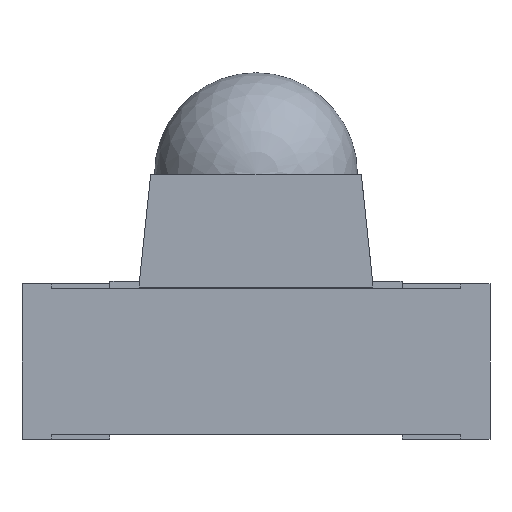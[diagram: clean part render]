
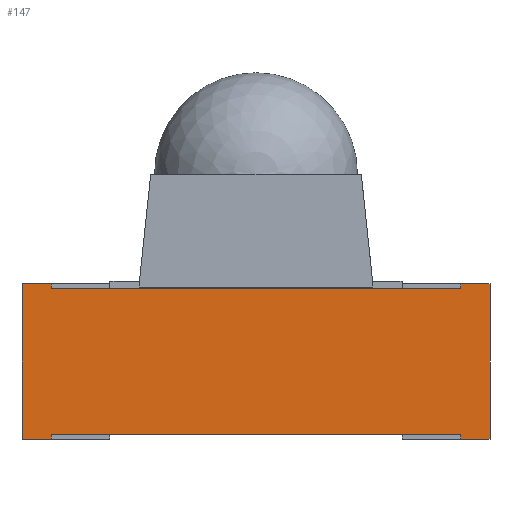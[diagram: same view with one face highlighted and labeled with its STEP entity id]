
A CAD part, left-side view. The second image highlights one B-rep face of the part: STEP entity #147.
In plain terms, the highlighted planar face has unit normal (-1, 0, 0).
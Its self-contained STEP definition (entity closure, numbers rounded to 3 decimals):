
#60 = CARTESIAN_POINT ( 'NONE',  ( -0.8, 1.57, 0. ) ) ;
#65 = EDGE_CURVE ( 'NONE', #1790, #742, #2131, .T. ) ;
#102 = EDGE_CURVE ( 'NONE', #2590, #1435, #2223, .T. ) ;
#107 = LINE ( 'NONE', #456, #827 ) ;
#128 = AXIS2_PLACEMENT_3D ( 'NONE', #1829, #136, #785 ) ;
#132 = ORIENTED_EDGE ( 'NONE', *, *, #2701, .T. ) ;
#136 = DIRECTION ( 'NONE',  ( 1., 0., 0. ) ) ;
#147 = ADVANCED_FACE ( 'NONE', ( #704 ), #2204, .F. ) ;
#164 = CARTESIAN_POINT ( 'NONE',  ( -0.8, 1.403, -0.032 ) ) ;
#207 = EDGE_CURVE ( 'NONE', #2358, #1405, #2001, .T. ) ;
#218 = LINE ( 'NONE', #2248, #2034 ) ;
#250 = LINE ( 'NONE', #676, #2390 ) ;
#267 = EDGE_CURVE ( 'NONE', #1414, #1082, #1731, .T. ) ;
#270 = DIRECTION ( 'NONE',  ( 0., 1., 0. ) ) ;
#272 = VECTOR ( 'NONE', #2264, 1000. ) ;
#330 = CARTESIAN_POINT ( 'NONE',  ( -0.8, 1.57, -0.032 ) ) ;
#365 = ORIENTED_EDGE ( 'NONE', *, *, #65, .T. ) ;
#408 = CARTESIAN_POINT ( 'NONE',  ( -0.8, -1.403, -0.032 ) ) ;
#421 = VECTOR ( 'NONE', #892, 1000. ) ;
#449 = LINE ( 'NONE', #1035, #1432 ) ;
#456 = CARTESIAN_POINT ( 'NONE',  ( -0.8, 1.57, 1.032 ) ) ;
#534 = DIRECTION ( 'NONE',  ( 0., -1., 0. ) ) ;
#614 = ORIENTED_EDGE ( 'NONE', *, *, #1183, .F. ) ;
#641 = CARTESIAN_POINT ( 'NONE',  ( -0.8, 1.403, -0.032 ) ) ;
#646 = ORIENTED_EDGE ( 'NONE', *, *, #267, .F. ) ;
#655 = VERTEX_POINT ( 'NONE', #2270 ) ;
#657 = VERTEX_POINT ( 'NONE', #2262 ) ;
#676 = CARTESIAN_POINT ( 'NONE',  ( -0.8, 1.57, 1.032 ) ) ;
#704 = FACE_OUTER_BOUND ( 'NONE', #2656, .T. ) ;
#709 = CARTESIAN_POINT ( 'NONE',  ( -0.8, -1.403, -0.032 ) ) ;
#732 = DIRECTION ( 'NONE',  ( 0., 0., 1. ) ) ;
#742 = VERTEX_POINT ( 'NONE', #1595 ) ;
#761 = LINE ( 'NONE', #330, #2124 ) ;
#767 = DIRECTION ( 'NONE',  ( 0., 0., 1. ) ) ;
#785 = DIRECTION ( 'NONE',  ( 0., 1., 0. ) ) ;
#794 = DIRECTION ( 'NONE',  ( 0., 0., -1. ) ) ;
#827 = VECTOR ( 'NONE', #270, 1000. ) ;
#839 = ORIENTED_EDGE ( 'NONE', *, *, #207, .F. ) ;
#892 = DIRECTION ( 'NONE',  ( 0., 1., 0. ) ) ;
#914 = DIRECTION ( 'NONE',  ( 0., -1., 0. ) ) ;
#928 = ORIENTED_EDGE ( 'NONE', *, *, #940, .T. ) ;
#935 = CARTESIAN_POINT ( 'NONE',  ( -0.8, 1.403, 0. ) ) ;
#940 = EDGE_CURVE ( 'NONE', #655, #657, #449, .T. ) ;
#955 = VECTOR ( 'NONE', #1246, 1000. ) ;
#961 = EDGE_CURVE ( 'NONE', #1790, #1854, #218, .T. ) ;
#967 = CARTESIAN_POINT ( 'NONE',  ( -0.8, -1.603, 0. ) ) ;
#991 = VERTEX_POINT ( 'NONE', #1457 ) ;
#1035 = CARTESIAN_POINT ( 'NONE',  ( -0.8, 1.603, 0. ) ) ;
#1045 = LINE ( 'NONE', #1216, #1953 ) ;
#1082 = VERTEX_POINT ( 'NONE', #2077 ) ;
#1183 = EDGE_CURVE ( 'NONE', #1808, #2358, #1045, .T. ) ;
#1193 = LINE ( 'NONE', #1712, #1258 ) ;
#1201 = ORIENTED_EDGE ( 'NONE', *, *, #961, .F. ) ;
#1216 = CARTESIAN_POINT ( 'NONE',  ( -0.8, 1.57, 1. ) ) ;
#1246 = DIRECTION ( 'NONE',  ( 0., 0., 1. ) ) ;
#1258 = VECTOR ( 'NONE', #914, 1000. ) ;
#1305 = DIRECTION ( 'NONE',  ( 0., -1., 0. ) ) ;
#1314 = ORIENTED_EDGE ( 'NONE', *, *, #1471, .T. ) ;
#1405 = VERTEX_POINT ( 'NONE', #2162 ) ;
#1414 = VERTEX_POINT ( 'NONE', #709 ) ;
#1426 = DIRECTION ( 'NONE',  ( 0., 0., 1. ) ) ;
#1432 = VECTOR ( 'NONE', #794, 1000. ) ;
#1435 = VERTEX_POINT ( 'NONE', #935 ) ;
#1457 = CARTESIAN_POINT ( 'NONE',  ( -0.8, -1.603, 1.032 ) ) ;
#1471 = EDGE_CURVE ( 'NONE', #1958, #991, #2690, .T. ) ;
#1563 = VECTOR ( 'NONE', #1426, 1000. ) ;
#1582 = ORIENTED_EDGE ( 'NONE', *, *, #102, .T. ) ;
#1595 = CARTESIAN_POINT ( 'NONE',  ( -0.8, 1.403, 1.032 ) ) ;
#1623 = EDGE_CURVE ( 'NONE', #657, #2590, #761, .T. ) ;
#1627 = DIRECTION ( 'NONE',  ( 0., -1., 0. ) ) ;
#1685 = ORIENTED_EDGE ( 'NONE', *, *, #1960, .T. ) ;
#1686 = VECTOR ( 'NONE', #767, 1000. ) ;
#1712 = CARTESIAN_POINT ( 'NONE',  ( -0.8, 1.57, -0.032 ) ) ;
#1714 = CARTESIAN_POINT ( 'NONE',  ( -0.8, -0.811, 1. ) ) ;
#1720 = CARTESIAN_POINT ( 'NONE',  ( -0.8, -1.603, -0.032 ) ) ;
#1731 = LINE ( 'NONE', #408, #955 ) ;
#1790 = VERTEX_POINT ( 'NONE', #2361 ) ;
#1808 = VERTEX_POINT ( 'NONE', #2478 ) ;
#1829 = CARTESIAN_POINT ( 'NONE',  ( -0.8, 1.57, 1. ) ) ;
#1854 = VERTEX_POINT ( 'NONE', #2308 ) ;
#1900 = ORIENTED_EDGE ( 'NONE', *, *, #2156, .T. ) ;
#1932 = LINE ( 'NONE', #60, #2407 ) ;
#1953 = VECTOR ( 'NONE', #1627, 1000. ) ;
#1958 = VERTEX_POINT ( 'NONE', #1720 ) ;
#1960 = EDGE_CURVE ( 'NONE', #1414, #1958, #1193, .T. ) ;
#2001 = LINE ( 'NONE', #2060, #272 ) ;
#2006 = VECTOR ( 'NONE', #732, 1000. ) ;
#2022 = ORIENTED_EDGE ( 'NONE', *, *, #2063, .T. ) ;
#2032 = CARTESIAN_POINT ( 'NONE',  ( -0.8, 1.403, -0.032 ) ) ;
#2034 = VECTOR ( 'NONE', #2470, 1000. ) ;
#2041 = LINE ( 'NONE', #1714, #421 ) ;
#2060 = CARTESIAN_POINT ( 'NONE',  ( -0.8, -1.403, -0.032 ) ) ;
#2063 = EDGE_CURVE ( 'NONE', #742, #655, #107, .T. ) ;
#2077 = CARTESIAN_POINT ( 'NONE',  ( -0.8, -1.403, 0. ) ) ;
#2124 = VECTOR ( 'NONE', #534, 1000. ) ;
#2131 = LINE ( 'NONE', #2032, #1563 ) ;
#2156 = EDGE_CURVE ( 'NONE', #1435, #1082, #1932, .T. ) ;
#2162 = CARTESIAN_POINT ( 'NONE',  ( -0.8, -1.403, 1.032 ) ) ;
#2204 = PLANE ( 'NONE',  #128 ) ;
#2223 = LINE ( 'NONE', #164, #1686 ) ;
#2248 = CARTESIAN_POINT ( 'NONE',  ( -0.8, 1.57, 1. ) ) ;
#2262 = CARTESIAN_POINT ( 'NONE',  ( -0.8, 1.603, -0.032 ) ) ;
#2264 = DIRECTION ( 'NONE',  ( 0., 0., 1. ) ) ;
#2270 = CARTESIAN_POINT ( 'NONE',  ( -0.8, 1.603, 1.032 ) ) ;
#2308 = CARTESIAN_POINT ( 'NONE',  ( -0.8, 0.8, 1. ) ) ;
#2358 = VERTEX_POINT ( 'NONE', #2611 ) ;
#2361 = CARTESIAN_POINT ( 'NONE',  ( -0.8, 1.403, 1. ) ) ;
#2390 = VECTOR ( 'NONE', #2557, 1000. ) ;
#2407 = VECTOR ( 'NONE', #1305, 1000. ) ;
#2451 = ORIENTED_EDGE ( 'NONE', *, *, #2566, .T. ) ;
#2470 = DIRECTION ( 'NONE',  ( 0., -1., 0. ) ) ;
#2478 = CARTESIAN_POINT ( 'NONE',  ( -0.8, -0.8, 1. ) ) ;
#2486 = ORIENTED_EDGE ( 'NONE', *, *, #1623, .T. ) ;
#2557 = DIRECTION ( 'NONE',  ( 0., 1., 0. ) ) ;
#2566 = EDGE_CURVE ( 'NONE', #1808, #1854, #2041, .T. ) ;
#2590 = VERTEX_POINT ( 'NONE', #641 ) ;
#2611 = CARTESIAN_POINT ( 'NONE',  ( -0.8, -1.403, 1. ) ) ;
#2656 = EDGE_LOOP ( 'NONE', ( #614, #2451, #1201, #365, #2022, #928, #2486, #1582, #1900, #646, #1685, #1314, #132, #839 ) ) ;
#2690 = LINE ( 'NONE', #967, #2006 ) ;
#2701 = EDGE_CURVE ( 'NONE', #991, #1405, #250, .T. ) ;
